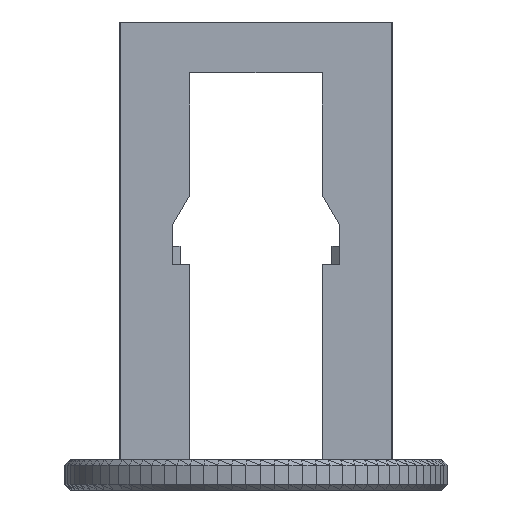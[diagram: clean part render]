
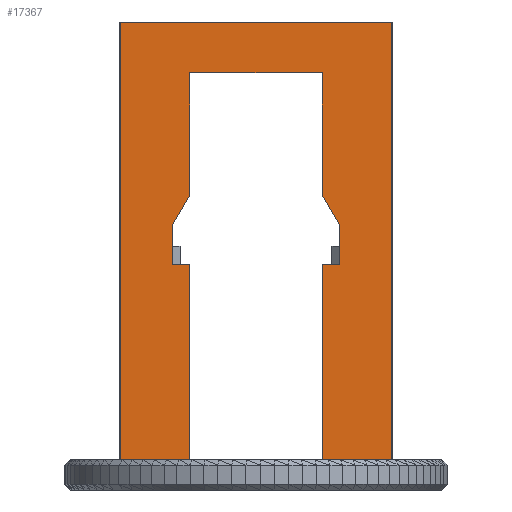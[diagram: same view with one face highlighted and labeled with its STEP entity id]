
A CAD part, left-side view. The second image highlights one B-rep face of the part: STEP entity #17367.
In plain terms, the highlighted planar face has unit normal (-1, 0, 0).
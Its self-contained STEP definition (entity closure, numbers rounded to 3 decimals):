
#83=PLANE('',#18613);
#1298=FACE_OUTER_BOUND('',#2526,.T.);
#2526=EDGE_LOOP('',(#13246,#13247,#13248,#13249,#13250,#13251,#13252,#13253,
#13254,#13255,#13256,#13257,#13258,#13259,#13260,#13261));
#3713=LINE('',#24723,#6159);
#3715=LINE('',#24732,#6161);
#3780=LINE('',#24874,#6226);
#3784=LINE('',#24882,#6230);
#3787=LINE('',#24888,#6233);
#3790=LINE('',#24895,#6236);
#3794=LINE('',#24904,#6240);
#3798=LINE('',#24912,#6244);
#3803=LINE('',#24921,#6249);
#3807=LINE('',#24930,#6253);
#3812=LINE('',#24939,#6258);
#4386=LINE('',#26119,#6832);
#4459=LINE('',#26264,#6905);
#4462=LINE('',#26271,#6908);
#4463=LINE('',#26272,#6909);
#4464=LINE('',#26273,#6910);
#6159=VECTOR('',#19778,10.);
#6161=VECTOR('',#19786,10.);
#6226=VECTOR('',#19909,10.);
#6230=VECTOR('',#19915,10.);
#6233=VECTOR('',#19920,10.);
#6236=VECTOR('',#19925,10.);
#6240=VECTOR('',#19931,10.);
#6244=VECTOR('',#19937,10.);
#6249=VECTOR('',#19944,10.);
#6253=VECTOR('',#19954,10.);
#6258=VECTOR('',#19961,10.);
#6832=VECTOR('',#20621,10.);
#6905=VECTOR('',#20694,10.);
#6908=VECTOR('',#20705,10.);
#6909=VECTOR('',#20706,10.);
#6910=VECTOR('',#20707,10.);
#8606=VERTEX_POINT('',#24720);
#8607=VERTEX_POINT('',#24722);
#8610=VERTEX_POINT('',#24729);
#8611=VERTEX_POINT('',#24731);
#8658=VERTEX_POINT('',#24871);
#8659=VERTEX_POINT('',#24873);
#8662=VERTEX_POINT('',#24881);
#8664=VERTEX_POINT('',#24887);
#8666=VERTEX_POINT('',#24893);
#8667=VERTEX_POINT('',#24894);
#8670=VERTEX_POINT('',#24902);
#8671=VERTEX_POINT('',#24903);
#8674=VERTEX_POINT('',#24911);
#8677=VERTEX_POINT('',#24919);
#8679=VERTEX_POINT('',#24929);
#8682=VERTEX_POINT('',#24937);
#9866=EDGE_CURVE('',#8607,#8606,#3713,.T.);
#9870=EDGE_CURVE('',#8611,#8610,#3715,.T.);
#9940=EDGE_CURVE('',#8659,#8658,#3780,.T.);
#9944=EDGE_CURVE('',#8658,#8662,#3784,.T.);
#9947=EDGE_CURVE('',#8664,#8659,#3787,.T.);
#9950=EDGE_CURVE('',#8666,#8667,#3790,.T.);
#9954=EDGE_CURVE('',#8670,#8671,#3794,.T.);
#9958=EDGE_CURVE('',#8674,#8664,#3798,.T.);
#9963=EDGE_CURVE('',#8662,#8677,#3803,.T.);
#9967=EDGE_CURVE('',#8679,#8670,#3807,.T.);
#9972=EDGE_CURVE('',#8667,#8682,#3812,.T.);
#10563=EDGE_CURVE('',#8679,#8610,#4386,.T.);
#10636=EDGE_CURVE('',#8607,#8677,#4459,.T.);
#10640=EDGE_CURVE('',#8611,#8606,#4462,.T.);
#10641=EDGE_CURVE('',#8671,#8666,#4463,.T.);
#10642=EDGE_CURVE('',#8674,#8682,#4464,.T.);
#13246=ORIENTED_EDGE('',*,*,#9944,.T.);
#13247=ORIENTED_EDGE('',*,*,#9963,.T.);
#13248=ORIENTED_EDGE('',*,*,#10636,.F.);
#13249=ORIENTED_EDGE('',*,*,#9866,.T.);
#13250=ORIENTED_EDGE('',*,*,#10640,.F.);
#13251=ORIENTED_EDGE('',*,*,#9870,.T.);
#13252=ORIENTED_EDGE('',*,*,#10563,.F.);
#13253=ORIENTED_EDGE('',*,*,#9967,.T.);
#13254=ORIENTED_EDGE('',*,*,#9954,.T.);
#13255=ORIENTED_EDGE('',*,*,#10641,.T.);
#13256=ORIENTED_EDGE('',*,*,#9950,.T.);
#13257=ORIENTED_EDGE('',*,*,#9972,.T.);
#13258=ORIENTED_EDGE('',*,*,#10642,.F.);
#13259=ORIENTED_EDGE('',*,*,#9958,.T.);
#13260=ORIENTED_EDGE('',*,*,#9947,.T.);
#13261=ORIENTED_EDGE('',*,*,#9940,.T.);
#17367=ADVANCED_FACE('',(#1298),#83,.T.);
#18613=AXIS2_PLACEMENT_3D('',#26270,#20703,#20704);
#19778=DIRECTION('',(0.,0.,1.));
#19786=DIRECTION('',(0.,0.,-1.));
#19909=DIRECTION('',(0.,0.,-1.));
#19915=DIRECTION('',(0.,1.,0.));
#19920=DIRECTION('',(0.,-0.5,-0.866));
#19925=DIRECTION('',(0.,-0.5,0.866));
#19931=DIRECTION('',(0.,1.,0.));
#19937=DIRECTION('',(0.,0.,-1.));
#19944=DIRECTION('',(0.,0.,-1.));
#19954=DIRECTION('',(0.,0.,1.));
#19961=DIRECTION('',(0.,0.,1.));
#20621=DIRECTION('',(0.,1.,0.));
#20694=DIRECTION('',(0.,1.,0.));
#20703=DIRECTION('center_axis',(-1.,0.,0.));
#20704=DIRECTION('ref_axis',(0.,-1.,0.));
#20705=DIRECTION('',(0.,-1.,0.));
#20706=DIRECTION('',(0.,0.,1.));
#20707=DIRECTION('',(0.,1.,0.));
#24720=CARTESIAN_POINT('',(-0.87,-9.97,34.));
#24722=CARTESIAN_POINT('',(-0.87,-9.97,2.2));
#24723=CARTESIAN_POINT('',(-0.87,-9.97,2.2));
#24729=CARTESIAN_POINT('',(-0.87,9.77,2.2));
#24731=CARTESIAN_POINT('',(-0.87,9.77,34.));
#24732=CARTESIAN_POINT('',(-0.87,9.77,2.2));
#24871=CARTESIAN_POINT('',(-0.87,-6.2,16.375));
#24873=CARTESIAN_POINT('',(-0.87,-6.2,19.2));
#24874=CARTESIAN_POINT('',(-0.87,-6.2,9.288));
#24881=CARTESIAN_POINT('',(-0.87,-4.92,16.375));
#24882=CARTESIAN_POINT('',(-0.87,2.417,16.375));
#24887=CARTESIAN_POINT('',(-0.87,-4.92,21.417));
#24888=CARTESIAN_POINT('',(-0.87,-7.886,16.279));
#24893=CARTESIAN_POINT('',(-0.87,6.,19.2));
#24894=CARTESIAN_POINT('',(-0.87,4.72,21.417));
#24895=CARTESIAN_POINT('',(-0.87,9.51,13.121));
#24902=CARTESIAN_POINT('',(-0.87,4.72,16.375));
#24903=CARTESIAN_POINT('',(-0.87,6.,16.375));
#24904=CARTESIAN_POINT('',(-0.87,7.877,16.375));
#24911=CARTESIAN_POINT('',(-0.87,-4.92,30.3));
#24912=CARTESIAN_POINT('',(-0.87,-4.92,9.225));
#24919=CARTESIAN_POINT('',(-0.87,-4.92,2.2));
#24921=CARTESIAN_POINT('',(-0.87,-4.92,9.225));
#24929=CARTESIAN_POINT('',(-0.87,4.72,2.2));
#24930=CARTESIAN_POINT('',(-0.87,4.72,9.225));
#24937=CARTESIAN_POINT('',(-0.87,4.72,30.3));
#24939=CARTESIAN_POINT('',(-0.87,4.72,9.225));
#26119=CARTESIAN_POINT('',(-0.87,5.796,2.2));
#26264=CARTESIAN_POINT('',(-0.87,5.796,2.2));
#26270=CARTESIAN_POINT('Origin',(-0.87,9.754,2.2));
#26271=CARTESIAN_POINT('',(-0.87,8.902,34.));
#26272=CARTESIAN_POINT('',(-0.87,6.,10.7));
#26273=CARTESIAN_POINT('',(-0.87,4.827,30.3));
